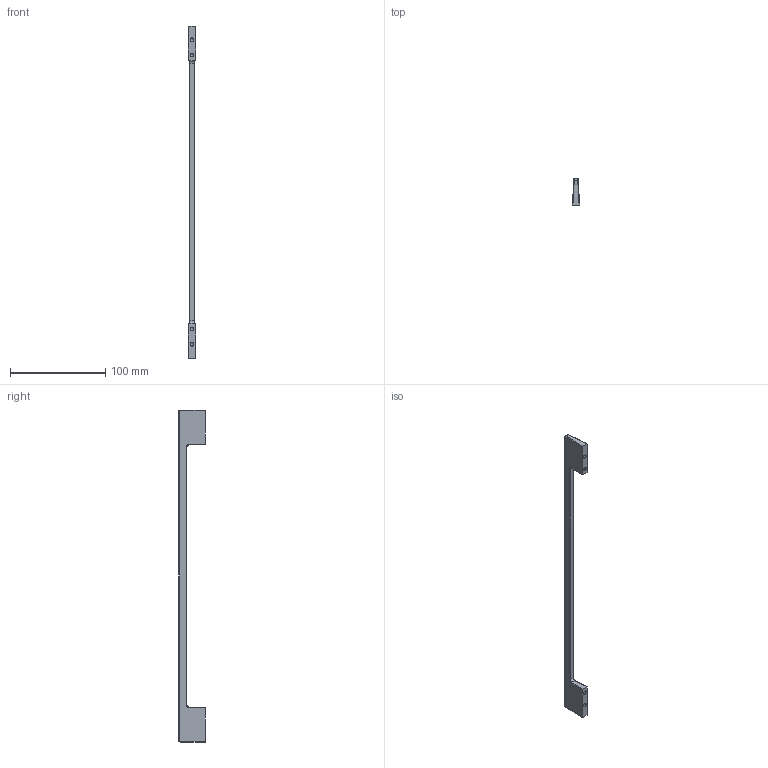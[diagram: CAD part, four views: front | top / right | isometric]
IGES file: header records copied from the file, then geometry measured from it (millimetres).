
Global section: file name: 0053_320_01; native system: Autodesk Inventor 2016; preprocessor: unknown; author: BET; date: 20161011.163209; units: millimetre
Bounding box: 7.5 x 28 x 349 mm (x, y, z)
Volume: 23541.3 mm3; surface area: 12992.1 mm2
Topology: 1 solids, 1 shells, 46 faces, 120 edges, 76 vertices
Faces by surface type: bspline 46
